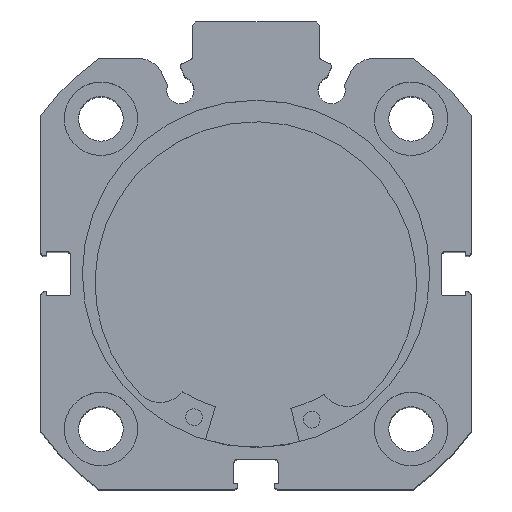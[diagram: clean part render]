
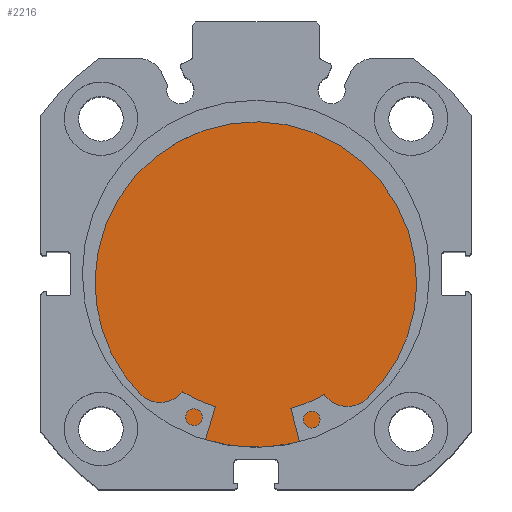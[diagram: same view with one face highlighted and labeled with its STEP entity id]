
A CAD part, top view. The second image highlights one B-rep face of the part: STEP entity #2216.
In plain terms, the highlighted face is planar.
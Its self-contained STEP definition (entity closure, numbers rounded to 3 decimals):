
#851 = ORIENTED_EDGE ( 'NONE', *, *, #1495, .F. ) ;
#1495 = EDGE_CURVE ( 'NONE', #3565, #3585, #3058, .T. ) ;
#1640 = AXIS2_PLACEMENT_3D ( 'NONE', #4897, #4898, #4899 ) ;
#1840 = AXIS2_PLACEMENT_3D ( 'NONE', #5494, #5497, #5498 ) ;
#2025 = AXIS2_PLACEMENT_3D ( 'NONE', #6076, #6078, #6079 ) ;
#2216 = ADVANCED_FACE ( 'NONE', ( #3390 ), #5495, .F. ) ;
#2420 = EDGE_CURVE ( 'NONE', #3585, #3565, #6719, .T. ) ;
#2504 = ORIENTED_EDGE ( 'NONE', *, *, #2420, .F. ) ;
#3058 = CIRCLE ( 'NONE', #1640, 26. ) ;
#3390 = FACE_OUTER_BOUND ( 'NONE', #3831, .T. ) ;
#3565 = VERTEX_POINT ( 'NONE', #6371 ) ;
#3585 = VERTEX_POINT ( 'NONE', #6391 ) ;
#3831 = EDGE_LOOP ( 'NONE', ( #851, #2504 ) ) ;
#4897 = CARTESIAN_POINT ( 'NONE',  ( 9., 0., 0. ) ) ;
#4898 = DIRECTION ( 'NONE',  ( -1., 0., 0. ) ) ;
#4899 = DIRECTION ( 'NONE',  ( 0., 0., 1. ) ) ;
#5494 = CARTESIAN_POINT ( 'NONE',  ( 9., 26., 0. ) ) ;
#5495 = PLANE ( 'NONE',  #1840 ) ;
#5497 = DIRECTION ( 'NONE',  ( -1., 0., 0. ) ) ;
#5498 = DIRECTION ( 'NONE',  ( 0., 0., 1. ) ) ;
#6076 = CARTESIAN_POINT ( 'NONE',  ( 9., 0., 0. ) ) ;
#6078 = DIRECTION ( 'NONE',  ( -1., 0., 0. ) ) ;
#6079 = DIRECTION ( 'NONE',  ( 0., 0., 1. ) ) ;
#6371 = CARTESIAN_POINT ( 'NONE',  ( 9., 0., 26. ) ) ;
#6391 = CARTESIAN_POINT ( 'NONE',  ( 9., 0., -26. ) ) ;
#6719 = CIRCLE ( 'NONE', #2025, 26. ) ;
